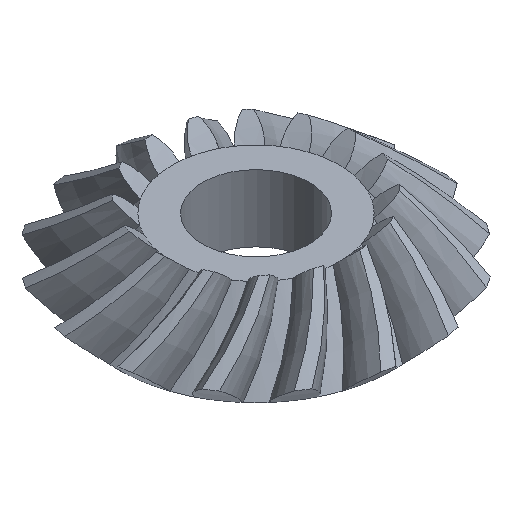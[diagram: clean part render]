
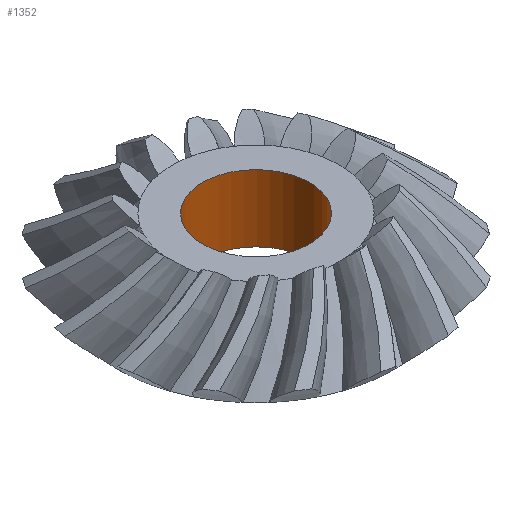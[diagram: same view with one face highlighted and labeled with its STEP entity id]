
A CAD part, isometric view. The second image highlights one B-rep face of the part: STEP entity #1352.
In plain terms, the highlighted cylindrical face has radius 2.5 mm (diameter 5 mm), a full revolution.
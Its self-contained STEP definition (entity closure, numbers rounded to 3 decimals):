
#241=FACE_BOUND('',#344,.T.);
#244=FACE_OUTER_BOUND('',#343,.T.);
#343=EDGE_LOOP('',(#899));
#344=EDGE_LOOP('',(#900));
#445=CIRCLE('',#1460,2.5);
#446=CIRCLE('',#1461,2.5);
#543=VERTEX_POINT('',#1958);
#544=VERTEX_POINT('',#1960);
#673=EDGE_CURVE('',#543,#543,#445,.T.);
#674=EDGE_CURVE('',#544,#544,#446,.T.);
#899=ORIENTED_EDGE('',*,*,#673,.F.);
#900=ORIENTED_EDGE('',*,*,#674,.F.);
#1351=CYLINDRICAL_SURFACE('',#1459,2.5);
#1352=ADVANCED_FACE('',(#244,#241),#1351,.F.);
#1459=AXIS2_PLACEMENT_3D('',#1957,#1626,#1627);
#1460=AXIS2_PLACEMENT_3D('',#1959,#1628,#1629);
#1461=AXIS2_PLACEMENT_3D('',#1961,#1630,#1631);
#1626=DIRECTION('center_axis',(0.,0.,-1.));
#1627=DIRECTION('ref_axis',(-0.968,-0.25,0.));
#1628=DIRECTION('center_axis',(0.,0.,1.));
#1629=DIRECTION('ref_axis',(-0.968,-0.25,0.));
#1630=DIRECTION('center_axis',(0.,0.,-1.));
#1631=DIRECTION('ref_axis',(-0.968,-0.25,0.));
#1957=CARTESIAN_POINT('Origin',(0.,0.,-4.835));
#1958=CARTESIAN_POINT('',(2.421,0.624,-7.964));
#1959=CARTESIAN_POINT('Origin',(0.,0.,-7.964));
#1960=CARTESIAN_POINT('',(2.421,0.624,-4.835));
#1961=CARTESIAN_POINT('Origin',(0.,0.,-4.835));
